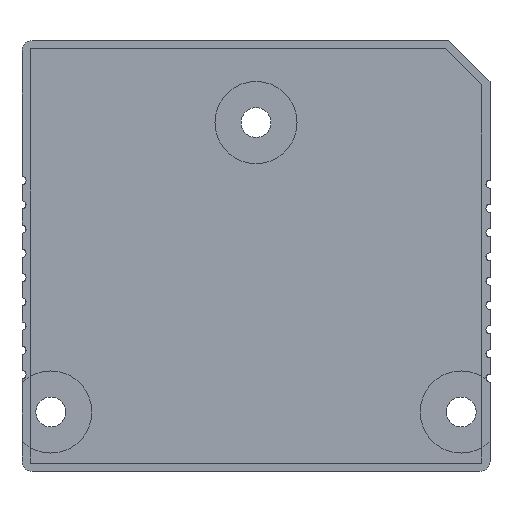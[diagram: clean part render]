
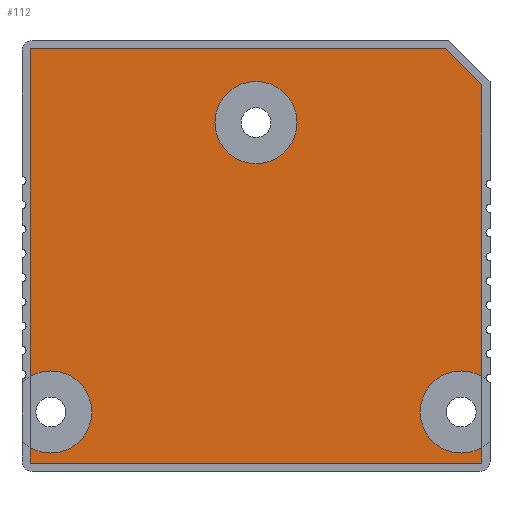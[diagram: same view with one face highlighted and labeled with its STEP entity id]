
A CAD part, top view. The second image highlights one B-rep face of the part: STEP entity #112.
In plain terms, the highlighted planar face has unit normal (0, 0, 1).
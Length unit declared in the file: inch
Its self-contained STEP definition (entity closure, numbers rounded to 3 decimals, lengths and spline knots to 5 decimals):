
#51 = CARTESIAN_POINT ( 'NONE',  ( 1.03172, 1.03, 0. ) ) ;
#58 = ORIENTED_EDGE ( 'NONE', *, *, #1494, .F. ) ;
#95 = DIRECTION ( 'NONE',  ( 1., 0., 0. ) ) ;
#106 = PLANE ( 'NONE',  #832 ) ;
#112 = ADVANCED_FACE ( 'NONE', ( #1525, #1434 ), #106, .T. ) ;
#140 = ORIENTED_EDGE ( 'NONE', *, *, #1810, .F. ) ;
#147 = CARTESIAN_POINT ( 'NONE',  ( 0.02, 0.0584, 0. ) ) ;
#185 = AXIS2_PLACEMENT_3D ( 'NONE', #1796, #1813, #624 ) ;
#247 = CARTESIAN_POINT ( 'NONE',  ( 0.57, 0.85, 0. ) ) ;
#287 = LINE ( 'NONE', #1855, #1106 ) ;
#320 = CARTESIAN_POINT ( 'NONE',  ( 0.47, 0.85, 0. ) ) ;
#352 = CARTESIAN_POINT ( 'NONE',  ( 1.12, 0.025, 0. ) ) ;
#361 = AXIS2_PLACEMENT_3D ( 'NONE', #1879, #2464, #2069 ) ;
#404 = CARTESIAN_POINT ( 'NONE',  ( 1.12, 0.94172, 0. ) ) ;
#434 = EDGE_CURVE ( 'NONE', #2172, #620, #287, .T. ) ;
#472 = DIRECTION ( 'NONE',  ( 0., 1., 0. ) ) ;
#620 = VERTEX_POINT ( 'NONE', #916 ) ;
#624 = DIRECTION ( 'NONE',  ( 1., 0., 0. ) ) ;
#646 = VERTEX_POINT ( 'NONE', #2100 ) ;
#649 = AXIS2_PLACEMENT_3D ( 'NONE', #901, #2447, #1694 ) ;
#661 = DIRECTION ( 'NONE',  ( 0., -1., 0. ) ) ;
#691 = CARTESIAN_POINT ( 'NONE',  ( 1.115, 0.025, 0. ) ) ;
#778 = CARTESIAN_POINT ( 'NONE',  ( 1.57586, 0.48586, 0. ) ) ;
#800 = EDGE_LOOP ( 'NONE', ( #2433, #2477 ) ) ;
#803 = AXIS2_PLACEMENT_3D ( 'NONE', #247, #2294, #1292 ) ;
#827 = CARTESIAN_POINT ( 'NONE',  ( 1.115, 0.02, 0. ) ) ;
#832 = AXIS2_PLACEMENT_3D ( 'NONE', #691, #1102, #95 ) ;
#833 = ORIENTED_EDGE ( 'NONE', *, *, #1202, .T. ) ;
#863 = DIRECTION ( 'NONE',  ( 0., 1., 0. ) ) ;
#897 = VERTEX_POINT ( 'NONE', #1201 ) ;
#901 = CARTESIAN_POINT ( 'NONE',  ( 0.57, 0.85, 0. ) ) ;
#904 = LINE ( 'NONE', #1108, #1357 ) ;
#916 = CARTESIAN_POINT ( 'NONE',  ( 1.12, 0.2316, 0. ) ) ;
#978 = DIRECTION ( 'NONE',  ( 0., -1., 0. ) ) ;
#1003 = VERTEX_POINT ( 'NONE', #147 ) ;
#1102 = DIRECTION ( 'NONE',  ( 0., 0., 1. ) ) ;
#1105 = VERTEX_POINT ( 'NONE', #1557 ) ;
#1106 = VECTOR ( 'NONE', #661, 39.37008 ) ;
#1108 = CARTESIAN_POINT ( 'NONE',  ( 0.02, 0.025, 0. ) ) ;
#1119 = VECTOR ( 'NONE', #863, 39.37008 ) ;
#1131 = ORIENTED_EDGE ( 'NONE', *, *, #434, .F. ) ;
#1146 = EDGE_CURVE ( 'NONE', #2209, #1424, #2127, .T. ) ;
#1168 = EDGE_CURVE ( 'NONE', #1424, #2209, #2529, .T. ) ;
#1183 = VECTOR ( 'NONE', #1570, 39.37008 ) ;
#1198 = CARTESIAN_POINT ( 'NONE',  ( 1.12, 0.02, 0. ) ) ;
#1201 = CARTESIAN_POINT ( 'NONE',  ( 0.02, 0.2316, 0. ) ) ;
#1202 = EDGE_CURVE ( 'NONE', #897, #1003, #1790, .T. ) ;
#1251 = CARTESIAN_POINT ( 'NONE',  ( 0.02, 0.025, 0. ) ) ;
#1260 = LINE ( 'NONE', #352, #2193 ) ;
#1292 = DIRECTION ( 'NONE',  ( 1., 0., 0. ) ) ;
#1303 = ORIENTED_EDGE ( 'NONE', *, *, #2109, .T. ) ;
#1321 = CIRCLE ( 'NONE', #185, 0.1 ) ;
#1324 = VECTOR ( 'NONE', #1742, 39.37008 ) ;
#1357 = VECTOR ( 'NONE', #472, 39.37008 ) ;
#1398 = CARTESIAN_POINT ( 'NONE',  ( 0.67, 0.85, 0. ) ) ;
#1424 = VERTEX_POINT ( 'NONE', #320 ) ;
#1434 = FACE_BOUND ( 'NONE', #800, .T. ) ;
#1440 = LINE ( 'NONE', #827, #1713 ) ;
#1442 = LINE ( 'NONE', #1251, #1119 ) ;
#1490 = VERTEX_POINT ( 'NONE', #1951 ) ;
#1494 = EDGE_CURVE ( 'NONE', #1105, #2093, #1260, .T. ) ;
#1525 = FACE_OUTER_BOUND ( 'NONE', #2533, .T. ) ;
#1557 = CARTESIAN_POINT ( 'NONE',  ( 1.12, 0.0584, 0. ) ) ;
#1570 = DIRECTION ( 'NONE',  ( 1., 0., 0. ) ) ;
#1621 = ORIENTED_EDGE ( 'NONE', *, *, #2051, .F. ) ;
#1670 = EDGE_CURVE ( 'NONE', #1490, #1003, #1442, .T. ) ;
#1687 = LINE ( 'NONE', #778, #1324 ) ;
#1694 = DIRECTION ( 'NONE',  ( 1., 0., 0. ) ) ;
#1702 = ORIENTED_EDGE ( 'NONE', *, *, #1670, .F. ) ;
#1713 = VECTOR ( 'NONE', #1985, 39.37008 ) ;
#1717 = LINE ( 'NONE', #1771, #1183 ) ;
#1742 = DIRECTION ( 'NONE',  ( 0.707, -0.707, 0. ) ) ;
#1771 = CARTESIAN_POINT ( 'NONE',  ( 1.115, 1.03, 0. ) ) ;
#1790 = CIRCLE ( 'NONE', #361, 0.1 ) ;
#1796 = CARTESIAN_POINT ( 'NONE',  ( 1.07, 0.145, 0. ) ) ;
#1810 = EDGE_CURVE ( 'NONE', #897, #646, #904, .T. ) ;
#1813 = DIRECTION ( 'NONE',  ( 0., 0., -1. ) ) ;
#1855 = CARTESIAN_POINT ( 'NONE',  ( 1.12, 0.025, 0. ) ) ;
#1875 = ORIENTED_EDGE ( 'NONE', *, *, #2056, .F. ) ;
#1879 = CARTESIAN_POINT ( 'NONE',  ( 0.07, 0.145, 0. ) ) ;
#1951 = CARTESIAN_POINT ( 'NONE',  ( 0.02, 0.02, 0. ) ) ;
#1985 = DIRECTION ( 'NONE',  ( -1., 0., 0. ) ) ;
#2051 = EDGE_CURVE ( 'NONE', #2341, #2172, #1687, .T. ) ;
#2056 = EDGE_CURVE ( 'NONE', #646, #2341, #1717, .T. ) ;
#2069 = DIRECTION ( 'NONE',  ( 1., 0., 0. ) ) ;
#2093 = VERTEX_POINT ( 'NONE', #1198 ) ;
#2100 = CARTESIAN_POINT ( 'NONE',  ( 0.02, 1.03, 0. ) ) ;
#2109 = EDGE_CURVE ( 'NONE', #1105, #620, #1321, .T. ) ;
#2127 = CIRCLE ( 'NONE', #649, 0.1 ) ;
#2172 = VERTEX_POINT ( 'NONE', #404 ) ;
#2173 = EDGE_CURVE ( 'NONE', #2093, #1490, #1440, .T. ) ;
#2193 = VECTOR ( 'NONE', #978, 39.37008 ) ;
#2209 = VERTEX_POINT ( 'NONE', #1398 ) ;
#2294 = DIRECTION ( 'NONE',  ( 0., 0., -1. ) ) ;
#2341 = VERTEX_POINT ( 'NONE', #51 ) ;
#2433 = ORIENTED_EDGE ( 'NONE', *, *, #1146, .T. ) ;
#2447 = DIRECTION ( 'NONE',  ( 0., 0., -1. ) ) ;
#2464 = DIRECTION ( 'NONE',  ( 0., 0., -1. ) ) ;
#2476 = ORIENTED_EDGE ( 'NONE', *, *, #2173, .F. ) ;
#2477 = ORIENTED_EDGE ( 'NONE', *, *, #1168, .T. ) ;
#2529 = CIRCLE ( 'NONE', #803, 0.1 ) ;
#2533 = EDGE_LOOP ( 'NONE', ( #58, #1303, #1131, #1621, #1875, #140, #833, #1702, #2476 ) ) ;
